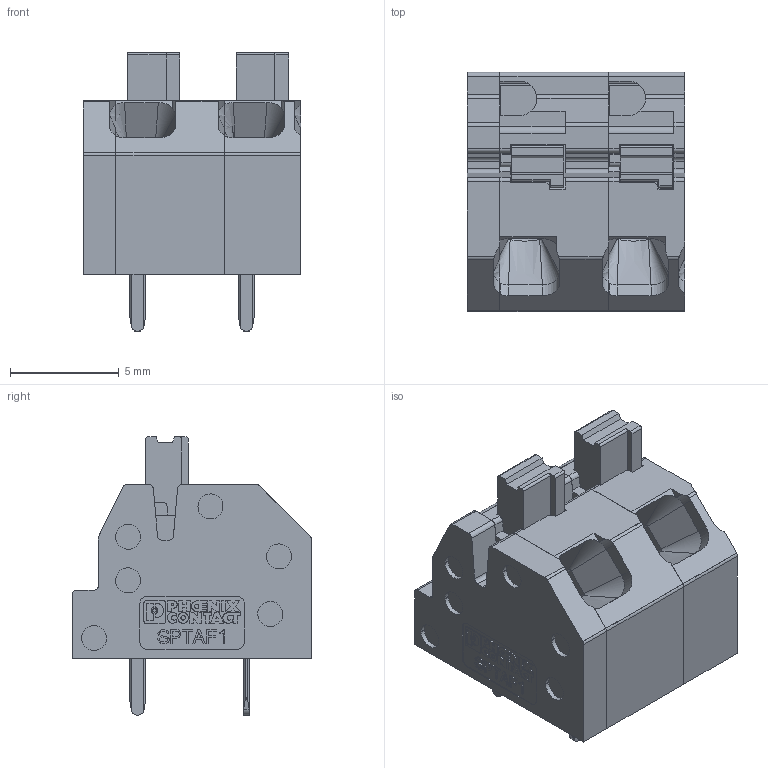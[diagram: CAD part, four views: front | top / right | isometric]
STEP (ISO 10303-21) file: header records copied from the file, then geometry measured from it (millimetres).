
FILE_DESCRIPTION(('STEP AP242'),'1');
FILE_NAME('1862411.stp','2025-04-21T00:48:11',('TraceParts'),('TraceParts S.A.'),'Spatial InterOp 3D',' ',' ');
FILE_SCHEMA(('AP242_MANAGED_MODEL_BASED_3D_ENGINEERING_MIM_LF {1 0 10303 442 1 1 4}'));
Length unit declared in the file: millimetre
Products named in the file (1): 1862411_1
Bounding box: 10 x 11 x 12.8 mm (x, y, z)
Volume: 698.7 mm3; surface area: 1472.6 mm2
Topology: 7 solids, 7 shells, 1069 faces, 2964 edges, 1941 vertices
Faces by surface type: plane 639, cylinder 366, bspline 43, sphere 13, cone 4, torus 4
Entity records: 62774 total; most frequent: CARTESIAN_POINT 13171, ORIENTED_EDGE 5894, DIRECTION 5330, STYLED_ITEM 3848, PRESENTATION_STYLE_ASSIGNMENT 3848, COLOUR_RGB 3848, EDGE_CURVE 2947, CURVE_STYLE 2772
